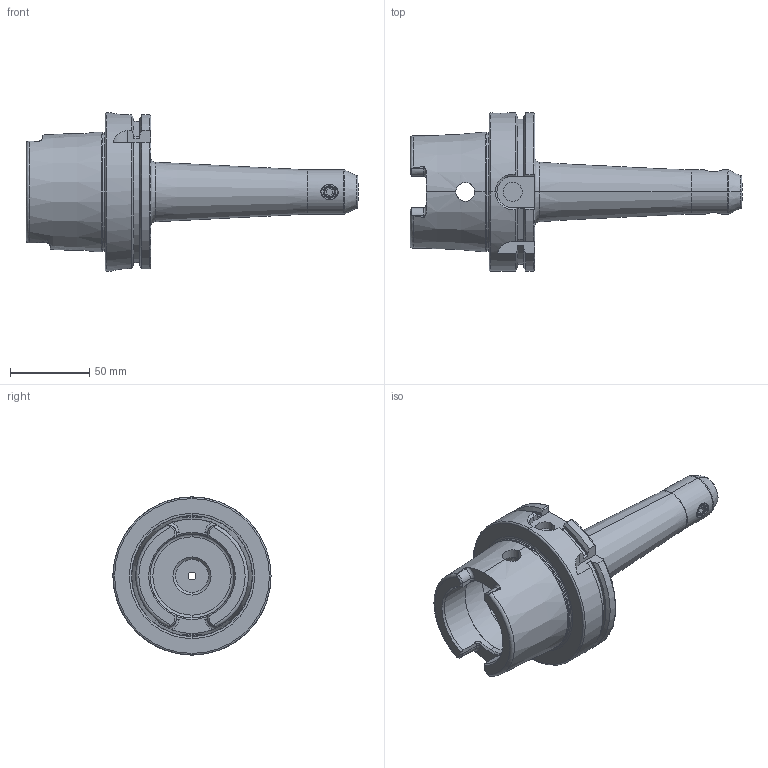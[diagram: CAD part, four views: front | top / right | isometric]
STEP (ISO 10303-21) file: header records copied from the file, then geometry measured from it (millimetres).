
FILE_DESCRIPTION (( 'STEP AP203' ), '1' );
FILE_NAME ('91100A-WE808160.STEP', '2023-10-27T13:00:37', ( '' ), ( '' ), 'SwSTEP 2.0', 'SolidWorks 2018', '' );
FILE_SCHEMA (( 'CONFIG_CONTROL_DESIGN' ));
Length unit declared in the file: millimetre
Products named in the file (4): HSKA100EM08160WW; 91100A-WE808160; GS-M8X10-DIN1835-B
Assembly tree (3 placements, depth 3):
  91100A-WE808160
    HSKA100EM08160WW
      HSKA100EM08160WW
      GS-M8X10-DIN1835-B
Bounding box: 210.05 x 100 x 100 mm (x, y, z)
Volume: 353458.7 mm3; surface area: 65111.7 mm2
Topology: 2 solids, 2 shells, 209 faces, 510 edges, 312 vertices
Faces by surface type: plane 64, cylinder 58, cone 40, torus 35, bspline 10, sphere 2
Entity records: 7981 total; most frequent: CARTESIAN_POINT 2775, ORIENTED_EDGE 1016, DIRECTION 1001, EDGE_CURVE 508, AXIS2_PLACEMENT_3D 408, VERTEX_POINT 312, EDGE_LOOP 226, ADVANCED_FACE 209
